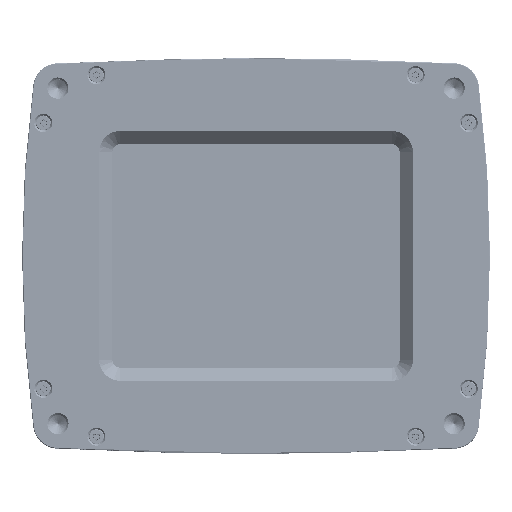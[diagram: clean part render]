
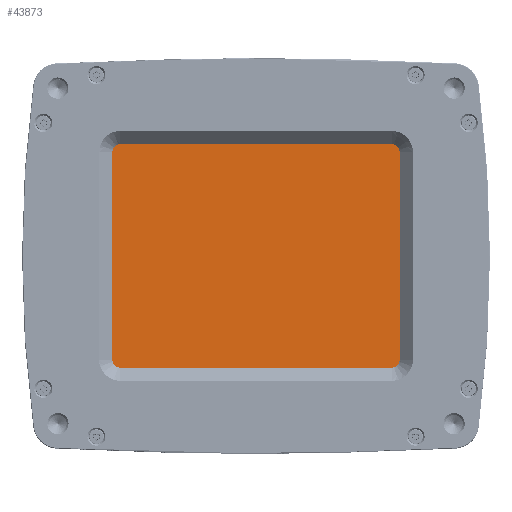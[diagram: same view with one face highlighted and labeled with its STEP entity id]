
A CAD part, top view. The second image highlights one B-rep face of the part: STEP entity #43873.
In plain terms, the highlighted planar face has unit normal (0, 0, 1).
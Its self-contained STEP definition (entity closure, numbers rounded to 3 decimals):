
#24136=FACE_OUTER_BOUND('',#51664,.T.);
#26836=PLANE('',#94260);
#33492=LINE('',#132758,#39836);
#33496=LINE('',#132767,#39840);
#33500=LINE('',#132776,#39844);
#33502=LINE('',#132780,#39846);
#39836=VECTOR('',#112212,1.);
#39840=VECTOR('',#112218,1.);
#39844=VECTOR('',#112224,1.);
#39846=VECTOR('',#112228,1.);
#43873=ADVANCED_FACE('',(#24136),#26836,.T.);
#51664=EDGE_LOOP('',(#68909,#68910,#68911,#68912,#68913,#68914,#68915,#68916));
#68909=ORIENTED_EDGE('',*,*,#85386,.T.);
#68910=ORIENTED_EDGE('',*,*,#85396,.T.);
#68911=ORIENTED_EDGE('',*,*,#85388,.T.);
#68912=ORIENTED_EDGE('',*,*,#85397,.T.);
#68913=ORIENTED_EDGE('',*,*,#85378,.T.);
#68914=ORIENTED_EDGE('',*,*,#85398,.T.);
#68915=ORIENTED_EDGE('',*,*,#85382,.T.);
#68916=ORIENTED_EDGE('',*,*,#85399,.T.);
#76393=VERTEX_POINT('',#132757);
#76394=VERTEX_POINT('',#132759);
#76397=VERTEX_POINT('',#132766);
#76398=VERTEX_POINT('',#132768);
#76401=VERTEX_POINT('',#132775);
#76402=VERTEX_POINT('',#132777);
#76403=VERTEX_POINT('',#132781);
#76404=VERTEX_POINT('',#132782);
#85378=EDGE_CURVE('',#76394,#76393,#33492,.T.);
#85382=EDGE_CURVE('',#76398,#76397,#33496,.T.);
#85386=EDGE_CURVE('',#76402,#76401,#33500,.T.);
#85388=EDGE_CURVE('',#76403,#76404,#33502,.T.);
#85396=EDGE_CURVE('',#76401,#76403,#88329,.T.);
#85397=EDGE_CURVE('',#76404,#76394,#88330,.T.);
#85398=EDGE_CURVE('',#76393,#76398,#88331,.T.);
#85399=EDGE_CURVE('',#76397,#76402,#88332,.T.);
#88329=CIRCLE('',#94256,0.2);
#88330=CIRCLE('',#94257,0.2);
#88331=CIRCLE('',#94258,0.2);
#88332=CIRCLE('',#94259,0.2);
#94256=AXIS2_PLACEMENT_3D('',#132794,#112244,#112245);
#94257=AXIS2_PLACEMENT_3D('',#132795,#112246,#112247);
#94258=AXIS2_PLACEMENT_3D('',#132796,#112248,#112249);
#94259=AXIS2_PLACEMENT_3D('',#132797,#112250,#112251);
#94260=AXIS2_PLACEMENT_3D('',#132798,#112252,#112253);
#112212=DIRECTION('',(1.,0.,0.));
#112218=DIRECTION('',(0.,1.,0.));
#112224=DIRECTION('',(-1.,0.,0.));
#112228=DIRECTION('',(0.,-1.,0.));
#112244=DIRECTION('',(0.,0.,1.));
#112245=DIRECTION('',(1.,0.,0.));
#112246=DIRECTION('',(0.,0.,1.));
#112247=DIRECTION('',(1.,0.,0.));
#112248=DIRECTION('',(0.,0.,1.));
#112249=DIRECTION('',(1.,0.,0.));
#112250=DIRECTION('',(0.,0.,1.));
#112251=DIRECTION('',(1.,0.,0.));
#112252=DIRECTION('',(0.,0.,1.));
#112253=DIRECTION('',(1.,0.,0.));
#132757=CARTESIAN_POINT('',(29.8,-24.,0.5));
#132758=CARTESIAN_POINT('',(-30.,-24.,0.5));
#132759=CARTESIAN_POINT('',(-29.8,-24.,0.5));
#132766=CARTESIAN_POINT('',(30.,23.8,0.5));
#132767=CARTESIAN_POINT('',(30.,-24.,0.5));
#132768=CARTESIAN_POINT('',(30.,-23.8,0.5));
#132775=CARTESIAN_POINT('',(-29.8,24.,0.5));
#132776=CARTESIAN_POINT('',(30.,24.,0.5));
#132777=CARTESIAN_POINT('',(29.8,24.,0.5));
#132780=CARTESIAN_POINT('',(-30.,24.,0.5));
#132781=CARTESIAN_POINT('',(-30.,23.8,0.5));
#132782=CARTESIAN_POINT('',(-30.,-23.8,0.5));
#132794=CARTESIAN_POINT('',(-29.8,23.8,0.5));
#132795=CARTESIAN_POINT('',(-29.8,-23.8,0.5));
#132796=CARTESIAN_POINT('',(29.8,-23.8,0.5));
#132797=CARTESIAN_POINT('',(29.8,23.8,0.5));
#132798=CARTESIAN_POINT('',(0.,0.,0.5));
